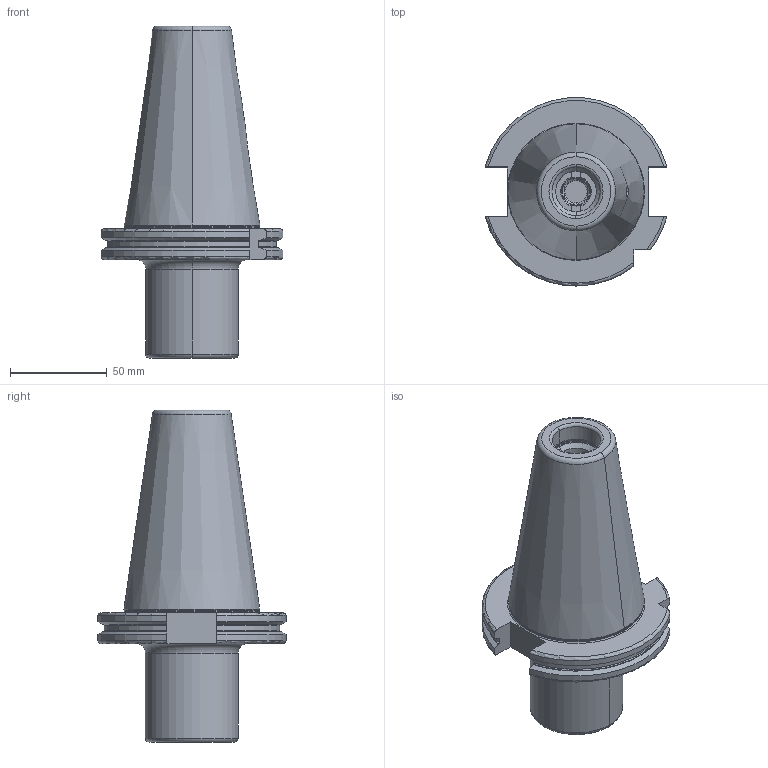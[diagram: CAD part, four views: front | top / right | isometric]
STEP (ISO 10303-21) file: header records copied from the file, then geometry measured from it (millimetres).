
FILE_DESCRIPTION((''),'2;1');
FILE_NAME('502_08_04','2020-09-26T',('104091'),(''),'CREO PARAMETRIC BY PTC INC, 2016260','CREO PARAMETRIC BY PTC INC, 2016260','');
FILE_SCHEMA(('CONFIG_CONTROL_DESIGN'));
Length unit declared in the file: millimetre
Products named in the file (1): 502_08_04
Bounding box: 94.05 x 97.31 x 171.75 mm (x, y, z)
Volume: 374292.5 mm3; surface area: 59369 mm2
Topology: 1 solids, 1 shells, 159 faces, 379 edges, 234 vertices
Faces by surface type: plane 50, cone 38, cylinder 37, torus 34
Entity records: 4987 total; most frequent: CARTESIAN_POINT 1254, DIRECTION 808, ORIENTED_EDGE 754, EDGE_CURVE 377, AXIS2_PLACEMENT_3D 335, VERTEX_POINT 234, EDGE_LOOP 173, CIRCLE 173
